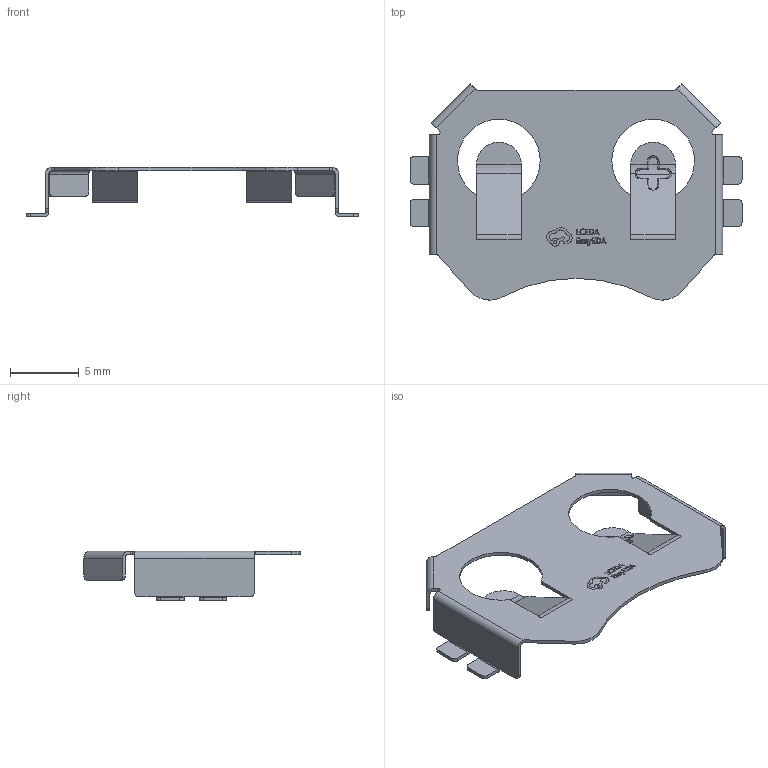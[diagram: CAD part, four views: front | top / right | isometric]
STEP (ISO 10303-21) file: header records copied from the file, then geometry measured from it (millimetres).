
FILE_DESCRIPTION (( 'STEP AP214' ), '1' );
FILE_NAME ('錨璃1.STEP', '2025-05-23T09:12:34', ( '' ), ( '' ), 'SwSTEP 2.0', 'SolidWorks 2021', '' );
FILE_SCHEMA (( 'AUTOMOTIVE_DESIGN' ));
Length unit declared in the file: millimetre
Products named in the file (1): 錨璃1
Bounding box: 24.1 x 15.69 x 3.6 mm (x, y, z)
Volume: 84.6 mm3; surface area: 722.7 mm2
Topology: 1 solids, 1 shells, 380 faces, 1041 edges, 678 vertices
Faces by surface type: plane 193, bspline 110, cylinder 71, sphere 4, torus 2
Entity records: 17343 total; most frequent: CARTESIAN_POINT 4200, ORIENTED_EDGE 2074, DIRECTION 1473, EDGE_CURVE 1037, VERTEX_POINT 678, LINE 659, VECTOR 659, AXIS2_PLACEMENT_3D 407
